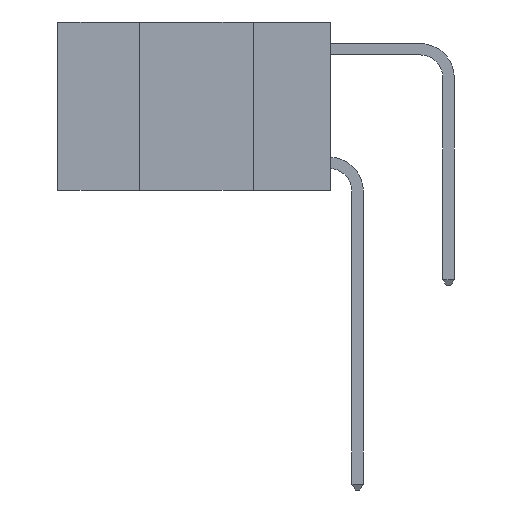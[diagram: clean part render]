
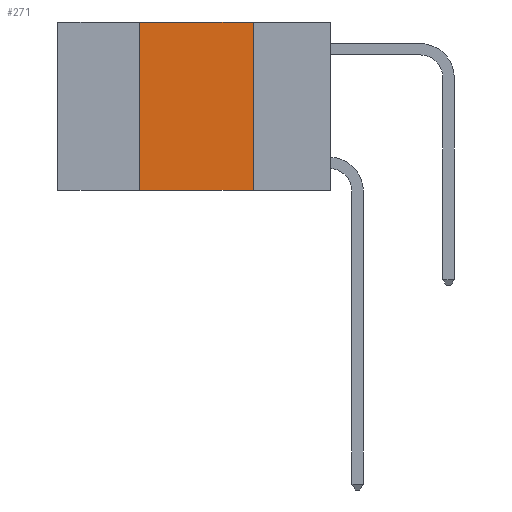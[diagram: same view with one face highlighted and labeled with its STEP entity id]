
A CAD part, left-side view. The second image highlights one B-rep face of the part: STEP entity #271.
In plain terms, the highlighted planar face has unit normal (-1, 0, 0).
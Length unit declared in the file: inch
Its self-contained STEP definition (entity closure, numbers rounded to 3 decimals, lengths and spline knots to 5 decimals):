
#271 = ADVANCED_FACE ( 'NONE', ( #7858 ), #6251, .F. ) ;
#1098 = CARTESIAN_POINT ( 'NONE',  ( 0., 0.42, 0. ) ) ;
#1441 = DIRECTION ( 'NONE',  ( 0., -1., 0. ) ) ;
#1605 = DIRECTION ( 'NONE',  ( 0., 0., 1. ) ) ;
#2006 = VECTOR ( 'NONE', #9012, 39.37008 ) ;
#2141 = LINE ( 'NONE', #6611, #7836 ) ;
#2360 = DIRECTION ( 'NONE',  ( 0., 0., -1. ) ) ;
#2485 = VERTEX_POINT ( 'NONE', #12084 ) ;
#3516 = EDGE_CURVE ( 'NONE', #12221, #4350, #6751, .T. ) ;
#3926 = ORIENTED_EDGE ( 'NONE', *, *, #3516, .F. ) ;
#4039 = VECTOR ( 'NONE', #1441, 39.37008 ) ;
#4350 = VERTEX_POINT ( 'NONE', #1098 ) ;
#5137 = VERTEX_POINT ( 'NONE', #12846 ) ;
#6123 = AXIS2_PLACEMENT_3D ( 'NONE', #8338, #13527, #7314 ) ;
#6251 = PLANE ( 'NONE',  #6123 ) ;
#6611 = CARTESIAN_POINT ( 'NONE',  ( 0., 0.17, 0. ) ) ;
#6706 = EDGE_CURVE ( 'NONE', #4350, #5137, #7539, .T. ) ;
#6751 = LINE ( 'NONE', #9068, #9846 ) ;
#6766 = CARTESIAN_POINT ( 'NONE',  ( 0., 0.6, 0. ) ) ;
#7314 = DIRECTION ( 'NONE',  ( 0., 0., -1. ) ) ;
#7519 = EDGE_LOOP ( 'NONE', ( #11379, #13484, #3926, #13492 ) ) ;
#7539 = LINE ( 'NONE', #6766, #4039 ) ;
#7836 = VECTOR ( 'NONE', #2360, 39.37008 ) ;
#7858 = FACE_OUTER_BOUND ( 'NONE', #7519, .T. ) ;
#8029 = LINE ( 'NONE', #13103, #2006 ) ;
#8074 = EDGE_CURVE ( 'NONE', #12221, #2485, #8029, .T. ) ;
#8338 = CARTESIAN_POINT ( 'NONE',  ( 0., 0.6, 0. ) ) ;
#9012 = DIRECTION ( 'NONE',  ( 0., -1., 0. ) ) ;
#9068 = CARTESIAN_POINT ( 'NONE',  ( 0., 0.42, 0. ) ) ;
#9846 = VECTOR ( 'NONE', #1605, 39.37008 ) ;
#11379 = ORIENTED_EDGE ( 'NONE', *, *, #13356, .F. ) ;
#12084 = CARTESIAN_POINT ( 'NONE',  ( 0., 0.17, -0.37 ) ) ;
#12107 = CARTESIAN_POINT ( 'NONE',  ( 0., 0.42, -0.37 ) ) ;
#12221 = VERTEX_POINT ( 'NONE', #12107 ) ;
#12846 = CARTESIAN_POINT ( 'NONE',  ( 0., 0.17, 0. ) ) ;
#13103 = CARTESIAN_POINT ( 'NONE',  ( 0., 0.6, -0.37 ) ) ;
#13356 = EDGE_CURVE ( 'NONE', #5137, #2485, #2141, .T. ) ;
#13484 = ORIENTED_EDGE ( 'NONE', *, *, #6706, .F. ) ;
#13492 = ORIENTED_EDGE ( 'NONE', *, *, #8074, .T. ) ;
#13527 = DIRECTION ( 'NONE',  ( 1., 0., 0. ) ) ;
